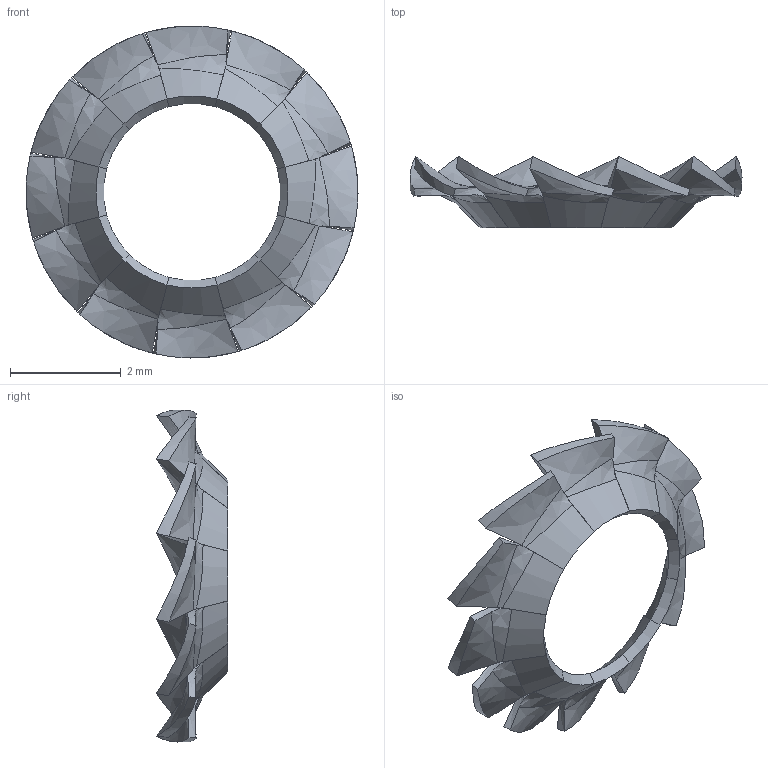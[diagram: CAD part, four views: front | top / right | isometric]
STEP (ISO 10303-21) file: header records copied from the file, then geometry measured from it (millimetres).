
FILE_DESCRIPTION (( 'STEP AP203' ), '1' );
FILE_NAME ('2322-A.STEP', '2015-11-04T10:02:49', ( '' ), ( '' ), 'SwSTEP 2.0', 'SolidWorks 2015', '' );
FILE_SCHEMA (( 'CONFIG_CONTROL_DESIGN' ));
Length unit declared in the file: millimetre
Products named in the file (1): 2322-A
Bounding box: 6 x 1.29 x 6 mm (x, y, z)
Volume: 4.2 mm3; surface area: 58.9 mm2
Topology: 12 solids, 12 shells, 144 faces, 360 edges, 240 vertices
Faces by surface type: bspline 72, cone 36, plane 24, cylinder 12
Entity records: 7115 total; most frequent: CARTESIAN_POINT 4297, ORIENTED_EDGE 720, EDGE_CURVE 360, DIRECTION 290, VERTEX_POINT 240, B_SPLINE_CURVE_WITH_KNOTS 240, ADVANCED_FACE 144, FACE_OUTER_BOUND 144
